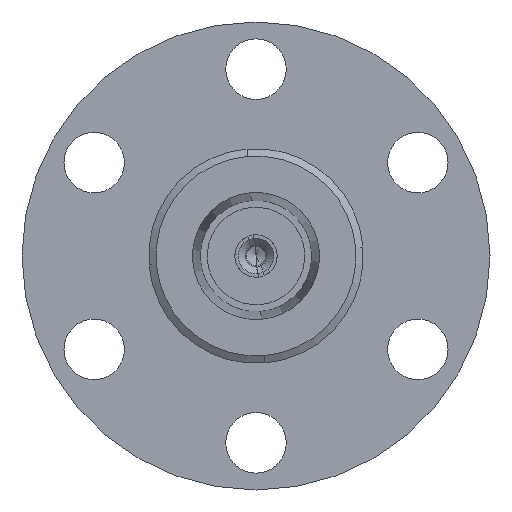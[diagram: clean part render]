
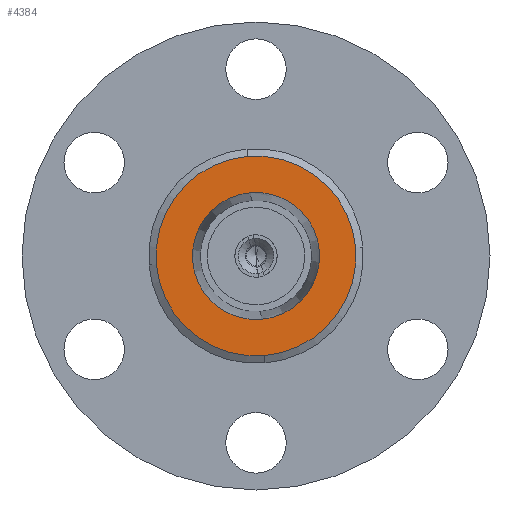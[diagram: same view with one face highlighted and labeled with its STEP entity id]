
A CAD part, front view. The second image highlights one B-rep face of the part: STEP entity #4384.
In plain terms, the highlighted planar face has unit normal (0, -1, 0).
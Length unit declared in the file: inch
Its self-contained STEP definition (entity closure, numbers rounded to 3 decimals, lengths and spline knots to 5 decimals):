
#40 = VERTEX_POINT ( 'NONE', #4161 ) ;
#41 = VERTEX_POINT ( 'NONE', #4157 ) ;
#220 = AXIS2_PLACEMENT_3D ( 'NONE', #3397, #3404, #3405 ) ;
#507 = CARTESIAN_POINT ( 'NONE',  ( 0., -1.5685, 0. ) ) ;
#508 = DIRECTION ( 'NONE',  ( 0., -1., 0. ) ) ;
#509 = DIRECTION ( 'NONE',  ( 0.084, 0., -0.996 ) ) ;
#698 = CIRCLE ( 'NONE', #701, 0.18073 ) ;
#700 = CIRCLE ( 'NONE', #703, 0.284 ) ;
#701 = AXIS2_PLACEMENT_3D ( 'NONE', #2750, #2751, #2752 ) ;
#703 = AXIS2_PLACEMENT_3D ( 'NONE', #2753, #2754, #2755 ) ;
#781 = CARTESIAN_POINT ( 'NONE',  ( 0., -1.5685, 0. ) ) ;
#782 = DIRECTION ( 'NONE',  ( 0., 1., 0. ) ) ;
#783 = DIRECTION ( 'NONE',  ( -0.084, 0., 0.996 ) ) ;
#2142 = EDGE_LOOP ( 'NONE', ( #4674, #4662 ) ) ;
#2180 = EDGE_LOOP ( 'NONE', ( #4661, #4697 ) ) ;
#2375 = VERTEX_POINT ( 'NONE', #2508 ) ;
#2508 = CARTESIAN_POINT ( 'NONE',  ( -0.01513, -1.5685, 0.18009 ) ) ;
#2750 = CARTESIAN_POINT ( 'NONE',  ( 0., -1.5685, 0. ) ) ;
#2751 = DIRECTION ( 'NONE',  ( 0., -1., 0. ) ) ;
#2752 = DIRECTION ( 'NONE',  ( 0.084, 0., -0.996 ) ) ;
#2753 = CARTESIAN_POINT ( 'NONE',  ( 0., -1.5685, 0. ) ) ;
#2754 = DIRECTION ( 'NONE',  ( 0., 1., 0. ) ) ;
#2755 = DIRECTION ( 'NONE',  ( -0.084, 0., 0.996 ) ) ;
#3159 = CARTESIAN_POINT ( 'NONE',  ( -0.02377, -1.5685, 0.283 ) ) ;
#3397 = CARTESIAN_POINT ( 'NONE',  ( 0.283, -1.5685, 0.02377 ) ) ;
#3400 = FACE_BOUND ( 'NONE', #2180, .T. ) ;
#3401 = FACE_OUTER_BOUND ( 'NONE', #2142, .T. ) ;
#3402 = PLANE ( 'NONE',  #220 ) ;
#3404 = DIRECTION ( 'NONE',  ( 0., 1., 0. ) ) ;
#3405 = DIRECTION ( 'NONE',  ( -0.084, 0., 0.996 ) ) ;
#3734 = EDGE_CURVE ( 'NONE', #2375, #41, #4583, .T. ) ;
#3966 = EDGE_CURVE ( 'NONE', #41, #2375, #698, .T. ) ;
#3967 = EDGE_CURVE ( 'NONE', #40, #4641, #700, .T. ) ;
#4157 = CARTESIAN_POINT ( 'NONE',  ( 0.01513, -1.5685, -0.18009 ) ) ;
#4161 = CARTESIAN_POINT ( 'NONE',  ( 0.02377, -1.5685, -0.283 ) ) ;
#4208 = CIRCLE ( 'NONE', #4210, 0.284 ) ;
#4210 = AXIS2_PLACEMENT_3D ( 'NONE', #781, #782, #783 ) ;
#4384 = ADVANCED_FACE ( 'NONE', ( #3400, #3401 ), #3402, .F. ) ;
#4420 = EDGE_CURVE ( 'NONE', #4641, #40, #4208, .T. ) ;
#4583 = CIRCLE ( 'NONE', #4586, 0.18073 ) ;
#4586 = AXIS2_PLACEMENT_3D ( 'NONE', #507, #508, #509 ) ;
#4641 = VERTEX_POINT ( 'NONE', #3159 ) ;
#4661 = ORIENTED_EDGE ( 'NONE', *, *, #3966, .F. ) ;
#4662 = ORIENTED_EDGE ( 'NONE', *, *, #3967, .F. ) ;
#4674 = ORIENTED_EDGE ( 'NONE', *, *, #4420, .F. ) ;
#4697 = ORIENTED_EDGE ( 'NONE', *, *, #3734, .F. ) ;
